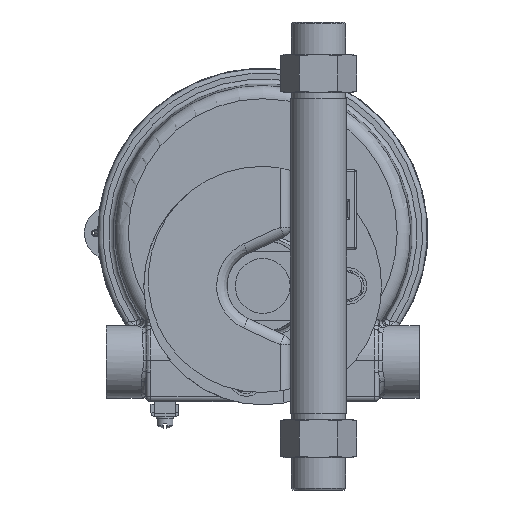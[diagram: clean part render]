
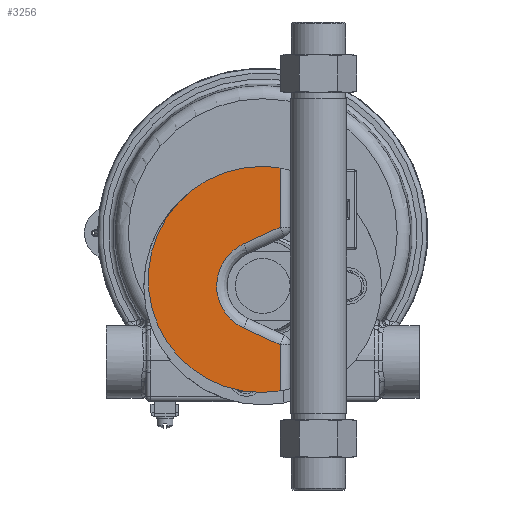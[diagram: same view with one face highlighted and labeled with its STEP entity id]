
A CAD part, left-side view. The second image highlights one B-rep face of the part: STEP entity #3256.
In plain terms, the highlighted planar face has unit normal (-1, -0.018, 0).
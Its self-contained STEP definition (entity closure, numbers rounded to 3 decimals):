
#137=ELLIPSE('',#14331,22.228,22.225);
#138=ELLIPSE('',#14332,54.328,54.32);
#770=LINE('',#22645,#1335);
#771=LINE('',#22648,#1336);
#772=LINE('',#22652,#1337);
#773=LINE('',#22654,#1338);
#1335=VECTOR('',#17179,1.);
#1336=VECTOR('',#17180,1.);
#1337=VECTOR('',#17183,1.);
#1338=VECTOR('',#17184,1.);
#1986=PLANE('',#14333);
#3256=ADVANCED_FACE('',(#4145),#1986,.T.);
#4145=FACE_OUTER_BOUND('',#5137,.T.);
#5137=EDGE_LOOP('',(#8398,#8399,#8400,#8401,#8402,#8403));
#8398=ORIENTED_EDGE('',*,*,#12204,.T.);
#8399=ORIENTED_EDGE('',*,*,#12205,.T.);
#8400=ORIENTED_EDGE('',*,*,#12206,.T.);
#8401=ORIENTED_EDGE('',*,*,#12207,.T.);
#8402=ORIENTED_EDGE('',*,*,#12208,.T.);
#8403=ORIENTED_EDGE('',*,*,#12209,.F.);
#10696=VERTEX_POINT('',#22646);
#10697=VERTEX_POINT('',#22647);
#10698=VERTEX_POINT('',#22649);
#10699=VERTEX_POINT('',#22651);
#10700=VERTEX_POINT('',#22653);
#10701=VERTEX_POINT('',#22655);
#12204=EDGE_CURVE('',#10696,#10697,#770,.T.);
#12205=EDGE_CURVE('',#10697,#10698,#771,.T.);
#12206=EDGE_CURVE('',#10698,#10699,#137,.T.);
#12207=EDGE_CURVE('',#10699,#10700,#772,.T.);
#12208=EDGE_CURVE('',#10700,#10701,#773,.T.);
#12209=EDGE_CURVE('',#10696,#10701,#138,.T.);
#14331=AXIS2_PLACEMENT_3D('',#22650,#17181,#17182);
#14332=AXIS2_PLACEMENT_3D('',#22656,#17185,#17186);
#14333=AXIS2_PLACEMENT_3D('',#22657,#17187,#17188);
#17179=DIRECTION('',(0.,0.,1.));
#17180=DIRECTION('',(-0.016,0.908,0.418));
#17181=DIRECTION('',(1.,0.017,0.));
#17182=DIRECTION('',(-0.017,1.,0.));
#17183=DIRECTION('',(0.016,-0.908,0.418));
#17184=DIRECTION('',(0.,0.,1.));
#17185=DIRECTION('',(1.,0.017,0.));
#17186=DIRECTION('',(-0.017,1.,0.));
#17187=DIRECTION('',(-1.,-0.017,0.));
#17188=DIRECTION('',(-0.017,1.,0.));
#22645=CARTESIAN_POINT('',(-24.157,18.491,73.081));
#22646=CARTESIAN_POINT('',(-24.157,18.491,47.647));
#22647=CARTESIAN_POINT('',(-24.157,18.491,69.828));
#22648=CARTESIAN_POINT('',(-24.066,13.245,67.411));
#22649=CARTESIAN_POINT('',(-24.464,36.045,77.914));
#22650=CARTESIAN_POINT('',(-24.301,26.746,98.1));
#22651=CARTESIAN_POINT('',(-24.464,36.045,118.286));
#22652=CARTESIAN_POINT('',(-24.579,42.642,115.248));
#22653=CARTESIAN_POINT('',(-24.157,18.491,126.372));
#22654=CARTESIAN_POINT('',(-24.157,18.491,153.672));
#22655=CARTESIAN_POINT('',(-24.157,18.491,154.761));
#22656=CARTESIAN_POINT('',(-24.316,27.56,101.204));
#22657=CARTESIAN_POINT('',(-24.13,16.929,59.41));
